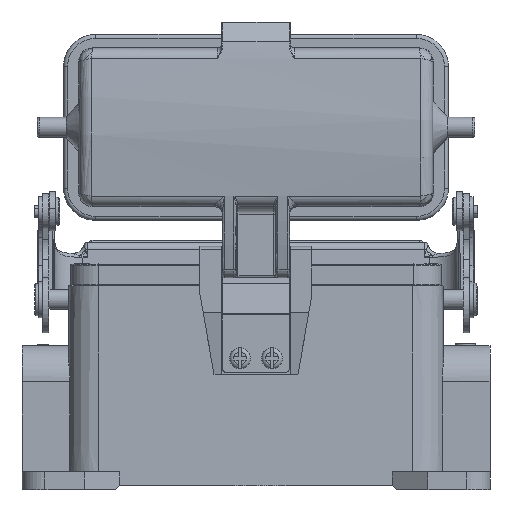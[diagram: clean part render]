
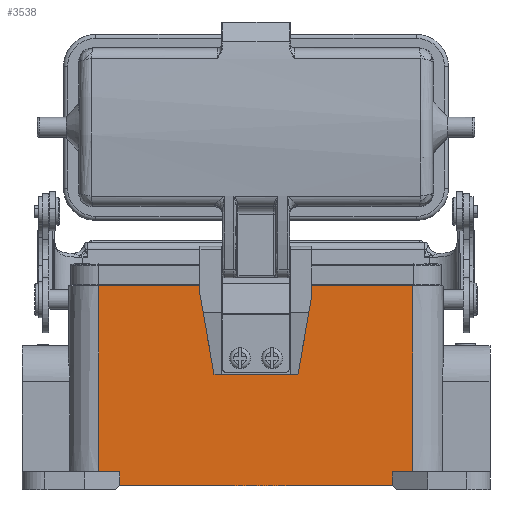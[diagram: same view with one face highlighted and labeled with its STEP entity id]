
A CAD part, front view. The second image highlights one B-rep face of the part: STEP entity #3538.
In plain terms, the highlighted planar face has unit normal (0, -1, 0.009).
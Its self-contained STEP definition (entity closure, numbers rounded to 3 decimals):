
#3538=ADVANCED_FACE('',(#6228),#5354,.T.);
#5354=PLANE('',#35071);
#6228=FACE_OUTER_BOUND('',#8083,.T.);
#8083=EDGE_LOOP('',(#12976,#12977,#12978,#12979,#12980,#12981,#12982,#12983,
#12984,#12985,#12986,#12987));
#12976=ORIENTED_EDGE('',*,*,#25660,.T.);
#12977=ORIENTED_EDGE('',*,*,#25644,.T.);
#12978=ORIENTED_EDGE('',*,*,#25462,.F.);
#12979=ORIENTED_EDGE('',*,*,#25454,.T.);
#12980=ORIENTED_EDGE('',*,*,#25447,.F.);
#12981=ORIENTED_EDGE('',*,*,#25663,.T.);
#12982=ORIENTED_EDGE('',*,*,#25409,.F.);
#12983=ORIENTED_EDGE('',*,*,#25397,.T.);
#12984=ORIENTED_EDGE('',*,*,#25388,.T.);
#12985=ORIENTED_EDGE('',*,*,#25372,.T.);
#12986=ORIENTED_EDGE('',*,*,#25371,.F.);
#12987=ORIENTED_EDGE('',*,*,#25662,.F.);
#21922=VERTEX_POINT('',#46863);
#21923=VERTEX_POINT('',#46865);
#21924=VERTEX_POINT('',#46869);
#21937=VERTEX_POINT('',#46912);
#21943=VERTEX_POINT('',#46935);
#21953=VERTEX_POINT('',#46970);
#21974=VERTEX_POINT('',#47039);
#21976=VERTEX_POINT('',#47043);
#21981=VERTEX_POINT('',#47059);
#21988=VERTEX_POINT('',#47075);
#22108=VERTEX_POINT('',#47587);
#22117=VERTEX_POINT('',#47619);
#25371=EDGE_CURVE('',#21923,#21922,#30228,.T.);
#25372=EDGE_CURVE('',#21924,#21922,#30229,.T.);
#25388=EDGE_CURVE('',#21937,#21924,#30241,.T.);
#25397=EDGE_CURVE('',#21943,#21937,#30246,.T.);
#25409=EDGE_CURVE('',#21943,#21953,#30253,.T.);
#25447=EDGE_CURVE('',#21976,#21974,#30282,.T.);
#25454=EDGE_CURVE('',#21981,#21974,#30285,.T.);
#25462=EDGE_CURVE('',#21981,#21988,#30292,.T.);
#25644=EDGE_CURVE('',#22108,#21988,#30426,.T.);
#25660=EDGE_CURVE('',#22117,#22108,#30439,.T.);
#25662=EDGE_CURVE('',#22117,#21923,#30441,.T.);
#25663=EDGE_CURVE('',#21976,#21953,#30442,.T.);
#30228=LINE('',#46866,#32556);
#30229=LINE('',#46868,#32557);
#30241=LINE('',#46911,#32569);
#30246=LINE('',#46934,#32574);
#30253=LINE('',#46969,#32581);
#30282=LINE('',#47044,#32610);
#30285=LINE('',#47058,#32613);
#30292=LINE('',#47074,#32620);
#30426=LINE('',#47586,#32754);
#30439=LINE('',#47618,#32767);
#30441=LINE('',#47622,#32769);
#30442=LINE('',#47624,#32770);
#32556=VECTOR('',#38400,1.);
#32557=VECTOR('',#38403,1.);
#32569=VECTOR('',#38427,1.);
#32574=VECTOR('',#38440,1.);
#32581=VECTOR('',#38459,1.);
#32610=VECTOR('',#38532,1.);
#32613=VECTOR('',#38549,1.);
#32620=VECTOR('',#38560,1.);
#32754=VECTOR('',#38844,1.);
#32767=VECTOR('',#38877,1.);
#32769=VECTOR('',#38881,1.);
#32770=VECTOR('',#38884,1.);
#35071=AXIS2_PLACEMENT_3D('',#47625,#38885,#38886);
#38400=DIRECTION('',(1.,0.,0.));
#38403=DIRECTION('',(0.,-0.009,-1.));
#38427=DIRECTION('',(-1.,0.,0.));
#38440=DIRECTION('',(0.,0.009,1.));
#38459=DIRECTION('',(-1.,0.,0.));
#38532=DIRECTION('',(-1.,0.,0.));
#38549=DIRECTION('',(0.,-0.009,-1.));
#38560=DIRECTION('',(-1.,0.,0.));
#38844=DIRECTION('',(0.,-0.009,-1.));
#38877=DIRECTION('',(-1.,0.,0.));
#38881=DIRECTION('',(0.,-0.009,-1.));
#38884=DIRECTION('',(0.,0.009,1.));
#38885=DIRECTION('',(0.,-1.,0.009));
#38886=DIRECTION('',(-1.,0.,0.));
#46863=CARTESIAN_POINT('',(1.6,-21.526,21.5));
#46865=CARTESIAN_POINT('',(-1.6,-21.526,21.5));
#46866=CARTESIAN_POINT('',(-1.6,-21.526,21.5));
#46868=CARTESIAN_POINT('',(1.6,-21.5,24.5));
#46869=CARTESIAN_POINT('',(1.6,-21.5,24.5));
#46911=CARTESIAN_POINT('',(39.25,-21.5,24.5));
#46912=CARTESIAN_POINT('',(39.25,-21.5,24.5));
#46934=CARTESIAN_POINT('',(39.25,-21.906,-22.));
#46935=CARTESIAN_POINT('',(39.25,-21.906,-22.));
#46969=CARTESIAN_POINT('',(39.25,-21.906,-22.));
#46970=CARTESIAN_POINT('',(34.,-21.906,-22.));
#47039=CARTESIAN_POINT('',(-34.,-21.936,-25.5));
#47043=CARTESIAN_POINT('',(34.,-21.936,-25.5));
#47044=CARTESIAN_POINT('',(34.,-21.936,-25.5));
#47058=CARTESIAN_POINT('',(-34.,-21.906,-22.));
#47059=CARTESIAN_POINT('',(-34.,-21.906,-22.));
#47074=CARTESIAN_POINT('',(-34.,-21.906,-22.));
#47075=CARTESIAN_POINT('',(-39.25,-21.906,-22.));
#47586=CARTESIAN_POINT('',(-39.25,-21.5,24.5));
#47587=CARTESIAN_POINT('',(-39.25,-21.5,24.5));
#47618=CARTESIAN_POINT('',(-1.6,-21.5,24.5));
#47619=CARTESIAN_POINT('',(-1.6,-21.5,24.5));
#47622=CARTESIAN_POINT('',(-1.6,-21.5,24.5));
#47624=CARTESIAN_POINT('',(34.,-21.936,-25.5));
#47625=CARTESIAN_POINT('',(-41.628,-21.5,24.5));
